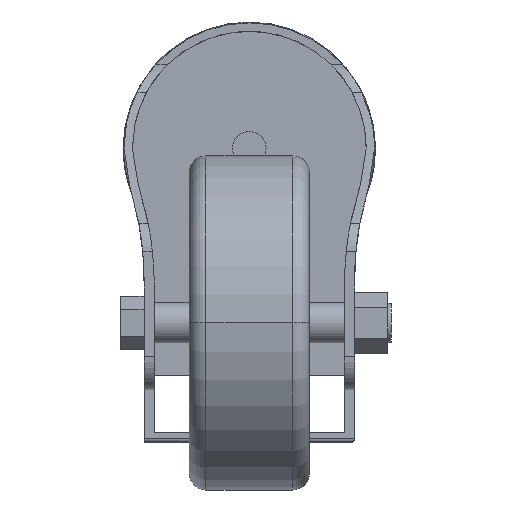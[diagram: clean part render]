
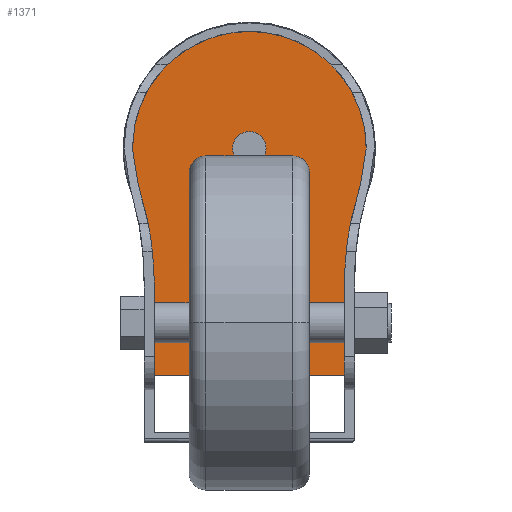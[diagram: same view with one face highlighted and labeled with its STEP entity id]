
A CAD part, top view. The second image highlights one B-rep face of the part: STEP entity #1371.
In plain terms, the highlighted planar face has unit normal (0, 0, 1).
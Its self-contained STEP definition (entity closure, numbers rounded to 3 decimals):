
#9 = DIRECTION ( 'NONE',  ( 0., 0., -1. ) ) ;
#10 = DIRECTION ( 'NONE',  ( -1., 0., 0. ) ) ;
#13 = CARTESIAN_POINT ( 'NONE',  ( 0., 0., 2. ) ) ;
#18 = DIRECTION ( 'NONE',  ( -1., 0., 0. ) ) ;
#19 = CARTESIAN_POINT ( 'NONE',  ( 128.478, -41.453, 2. ) ) ;
#22 = DIRECTION ( 'NONE',  ( 0., 0., 1. ) ) ;
#58 = CARTESIAN_POINT ( 'NONE',  ( 5., 0., 2. ) ) ;
#69 = CARTESIAN_POINT ( 'NONE',  ( -35., 0., 2. ) ) ;
#152 = EDGE_LOOP ( 'NONE', ( #1627, #1628 ) ) ;
#202 = VERTEX_POINT ( 'NONE', #285 ) ;
#203 = VERTEX_POINT ( 'NONE', #280 ) ;
#213 = VERTEX_POINT ( 'NONE', #281 ) ;
#214 = VERTEX_POINT ( 'NONE', #284 ) ;
#263 = VERTEX_POINT ( 'NONE', #387 ) ;
#280 = CARTESIAN_POINT ( 'NONE',  ( 28.478, -68., 2. ) ) ;
#281 = CARTESIAN_POINT ( 'NONE',  ( 28.478, -41.453, 2. ) ) ;
#284 = CARTESIAN_POINT ( 'NONE',  ( -28.478, -41.453, 2. ) ) ;
#285 = CARTESIAN_POINT ( 'NONE',  ( -33.309, -10.747, 2. ) ) ;
#380 = CARTESIAN_POINT ( 'NONE',  ( 35., 0., 2. ) ) ;
#382 = CARTESIAN_POINT ( 'NONE',  ( 33.309, -10.747, 2. ) ) ;
#387 = CARTESIAN_POINT ( 'NONE',  ( -28.478, -68., 2. ) ) ;
#391 = CARTESIAN_POINT ( 'NONE',  ( -5., 0., 2. ) ) ;
#522 = VERTEX_POINT ( 'NONE', #382 ) ;
#530 = VERTEX_POINT ( 'NONE', #380 ) ;
#535 = VERTEX_POINT ( 'NONE', #391 ) ;
#549 = VERTEX_POINT ( 'NONE', #58 ) ;
#585 = VERTEX_POINT ( 'NONE', #69 ) ;
#596 = EDGE_LOOP ( 'NONE', ( #1629, #1630, #1631, #1632, #1633, #1634, #1635, #1636 ) ) ;
#667 = EDGE_CURVE ( 'NONE', #202, #585, #1910, .T. ) ;
#668 = EDGE_CURVE ( 'NONE', #522, #213, #1912, .T. ) ;
#674 = EDGE_CURVE ( 'NONE', #214, #202, #1917, .T. ) ;
#732 = EDGE_CURVE ( 'NONE', #213, #203, #2014, .T. ) ;
#734 = EDGE_CURVE ( 'NONE', #263, #214, #2019, .T. ) ;
#754 = CARTESIAN_POINT ( 'NONE',  ( -128.478, -41.453, 2. ) ) ;
#755 = DIRECTION ( 'NONE',  ( 0., 0., 1. ) ) ;
#756 = DIRECTION ( 'NONE',  ( -1., 0., 0. ) ) ;
#898 = CARTESIAN_POINT ( 'NONE',  ( 28.478, -85.165, 2. ) ) ;
#899 = DIRECTION ( 'NONE',  ( 0., -1., 0. ) ) ;
#902 = CARTESIAN_POINT ( 'NONE',  ( -28.478, -20.347, 2. ) ) ;
#903 = DIRECTION ( 'NONE',  ( 0., 1., 0. ) ) ;
#1043 = CARTESIAN_POINT ( 'NONE',  ( -28.478, -68., 2. ) ) ;
#1044 = DIRECTION ( 'NONE',  ( -1., 0., 0. ) ) ;
#1045 = CARTESIAN_POINT ( 'NONE',  ( 0., 0., 2. ) ) ;
#1046 = DIRECTION ( 'NONE',  ( 0., 0., -1. ) ) ;
#1047 = DIRECTION ( 'NONE',  ( -1., 0., 0. ) ) ;
#1067 = EDGE_CURVE ( 'NONE', #203, #263, #2070, .T. ) ;
#1068 = EDGE_CURVE ( 'NONE', #535, #549, #2073, .T. ) ;
#1157 = EDGE_CURVE ( 'NONE', #530, #522, #2478, .T. ) ;
#1176 = EDGE_CURVE ( 'NONE', #549, #535, #2503, .T. ) ;
#1182 = EDGE_CURVE ( 'NONE', #585, #530, #2512, .T. ) ;
#1208 = AXIS2_PLACEMENT_3D ( 'NONE', #13, #9, #10 ) ;
#1209 = AXIS2_PLACEMENT_3D ( 'NONE', #19, #22, #18 ) ;
#1211 = AXIS2_PLACEMENT_3D ( 'NONE', #754, #755, #756 ) ;
#1234 = AXIS2_PLACEMENT_3D ( 'NONE', #1045, #1046, #1047 ) ;
#1279 = AXIS2_PLACEMENT_3D ( 'NONE', #2460, #2461, #2462 ) ;
#1288 = AXIS2_PLACEMENT_3D ( 'NONE', #2646, #2647, #2648 ) ;
#1290 = AXIS2_PLACEMENT_3D ( 'NONE', #2662, #2663, #2664 ) ;
#1371 = ADVANCED_FACE ( 'NONE', ( #2920, #2921 ), #2860, .F. ) ;
#1627 = ORIENTED_EDGE ( 'NONE', *, *, #1068, .T. ) ;
#1628 = ORIENTED_EDGE ( 'NONE', *, *, #1176, .T. ) ;
#1629 = ORIENTED_EDGE ( 'NONE', *, *, #732, .F. ) ;
#1630 = ORIENTED_EDGE ( 'NONE', *, *, #668, .F. ) ;
#1631 = ORIENTED_EDGE ( 'NONE', *, *, #1157, .F. ) ;
#1632 = ORIENTED_EDGE ( 'NONE', *, *, #1182, .F. ) ;
#1633 = ORIENTED_EDGE ( 'NONE', *, *, #667, .F. ) ;
#1634 = ORIENTED_EDGE ( 'NONE', *, *, #674, .F. ) ;
#1635 = ORIENTED_EDGE ( 'NONE', *, *, #734, .F. ) ;
#1636 = ORIENTED_EDGE ( 'NONE', *, *, #1067, .F. ) ;
#1910 = CIRCLE ( 'NONE', #1208, 35. ) ;
#1912 = CIRCLE ( 'NONE', #1209, 100. ) ;
#1917 = CIRCLE ( 'NONE', #1211, 100. ) ;
#2014 = LINE ( 'NONE', #898, #2016 ) ;
#2016 = VECTOR ( 'NONE', #899, 1000. ) ;
#2019 = LINE ( 'NONE', #902, #2020 ) ;
#2020 = VECTOR ( 'NONE', #903, 1000. ) ;
#2070 = LINE ( 'NONE', #1043, #2072 ) ;
#2072 = VECTOR ( 'NONE', #1044, 1000. ) ;
#2073 = CIRCLE ( 'NONE', #1234, 5. ) ;
#2460 = CARTESIAN_POINT ( 'NONE',  ( 0., 0., 2. ) ) ;
#2461 = DIRECTION ( 'NONE',  ( 0., 0., -1. ) ) ;
#2462 = DIRECTION ( 'NONE',  ( -1., 0., 0. ) ) ;
#2478 = CIRCLE ( 'NONE', #1279, 35. ) ;
#2503 = CIRCLE ( 'NONE', #1288, 5. ) ;
#2512 = CIRCLE ( 'NONE', #1290, 35. ) ;
#2646 = CARTESIAN_POINT ( 'NONE',  ( 0., 0., 2. ) ) ;
#2647 = DIRECTION ( 'NONE',  ( 0., 0., -1. ) ) ;
#2648 = DIRECTION ( 'NONE',  ( -1., 0., 0. ) ) ;
#2662 = CARTESIAN_POINT ( 'NONE',  ( 0., 0., 2. ) ) ;
#2663 = DIRECTION ( 'NONE',  ( 0., 0., -1. ) ) ;
#2664 = DIRECTION ( 'NONE',  ( -1., 0., 0. ) ) ;
#2860 = PLANE ( 'NONE',  #3176 ) ;
#2861 = CARTESIAN_POINT ( 'NONE',  ( 0., 0., 2. ) ) ;
#2862 = DIRECTION ( 'NONE',  ( 0., 0., -1. ) ) ;
#2863 = DIRECTION ( 'NONE',  ( -1., 0., 0. ) ) ;
#2920 = FACE_BOUND ( 'NONE', #152, .T. ) ;
#2921 = FACE_OUTER_BOUND ( 'NONE', #596, .T. ) ;
#3176 = AXIS2_PLACEMENT_3D ( 'NONE', #2861, #2862, #2863 ) ;
